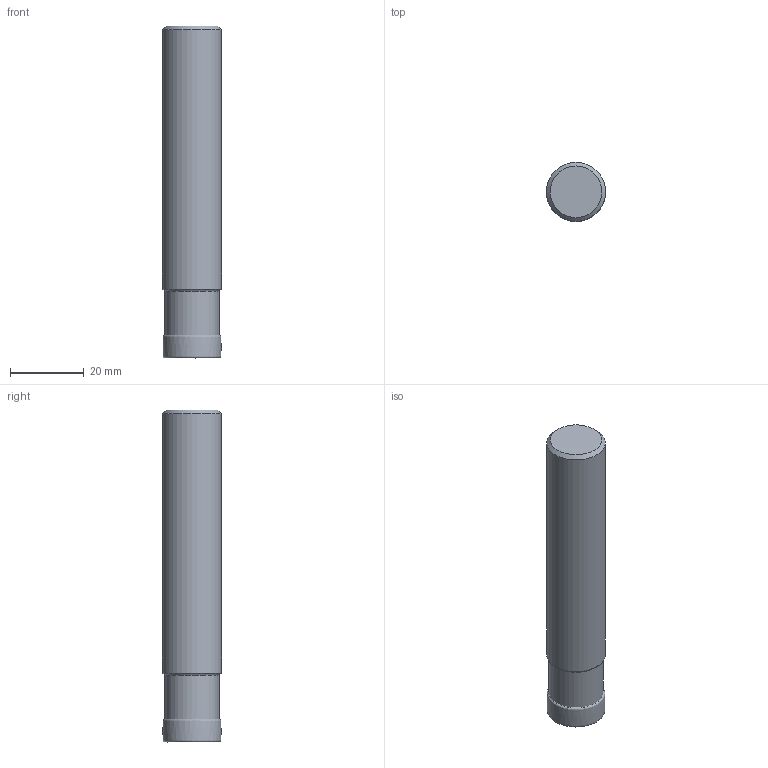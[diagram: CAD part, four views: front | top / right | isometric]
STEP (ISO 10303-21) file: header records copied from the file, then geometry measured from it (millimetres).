
FILE_DESCRIPTION(/* description */ (''),/* implementation_level */ '2;1');
FILE_NAME(/* name */ 'toolassembly_1.stp',/* time_stamp */ '2018-06-28T10:57:07+02:00',/* author */ (''),/* organization */ ('SMS'),/* preprocessor_version */ 'ST-DEVELOPER v15',/* originating_system */ 'SIEMENS PLM Software NX 8.5',/* authorisation */ '');
FILE_SCHEMA (('AUTOMOTIVE_DESIGN { 1 0 10303 214 3 1 1 1 }'));
Length unit declared in the file: millimetre
Products named in the file (4): ASSEMBLY_CONSTRUCTION; CUT_20180628105612; NOCUT_20180628105605; TOOLASSEMBLY_1
Assembly tree (3 placements, depth 2):
  TOOLASSEMBLY_1
    NOCUT_20180628105605
    CUT_20180628105612
    ASSEMBLY_CONSTRUCTION
Bounding box: 16 x 16 x 90 mm (x, y, z)
Volume: 18316.3 mm3; surface area: 5499.5 mm2
Topology: 2 solids, 2 shells, 17 faces, 34 edges, 28 vertices
Faces by surface type: torus 6, cone 5, plane 3, cylinder 2, bspline 1
Full cylindrical faces by diameter (mm): 14.7 x1, 16 x1
Entity records: 4302 total; most frequent: CARTESIAN_POINT 3827, DIRECTION 86, AXIS2_PLACEMENT_3D 43, EDGE_LOOP 30, ORIENTED_EDGE 30, FACE_BOUND 29, STYLED_ITEM 19, PRESENTATION_STYLE_ASSIGNMENT 19
